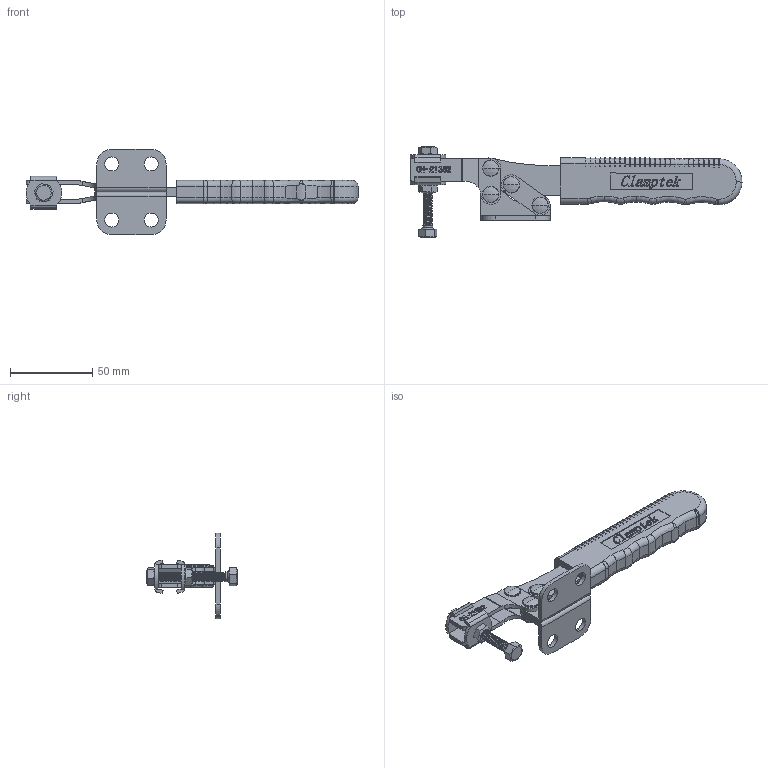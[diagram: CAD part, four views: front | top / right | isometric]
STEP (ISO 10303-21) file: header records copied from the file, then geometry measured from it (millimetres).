
FILE_DESCRIPTION (( 'STEP AP203' ), '1' );
FILE_NAME ('CH-21382.STEP', '2011-12-15T07:09:58', ( '微软用户' ), ( '微软中国' ), 'SwSTEP 2.0', 'SolidWorks 2010', '' );
FILE_SCHEMA (( 'CONFIG_CONTROL_DESIGN' ));
Products named in the file (10): 21382-01; FW516; M6; 065010; CH-21382; 21382-02; 21382-03; 21382-04; 21382-06; 21382-05
Assembly tree (15 placements, depth 2):
  CH-21382
    21382-06  x4
    21382-04  x2
    FW516  x2
    21382-02
    M6  x2
    21382-03
    21382-05
    21382-01
    065010
Bounding box: 201.46 x 55.01 x 52 mm (x, y, z)
Volume: 61552.5 mm3; surface area: 36794.4 mm2
Topology: 17 solids, 17 shells, 1476 faces, 3848 edges, 2457 vertices
Faces by surface type: plane 581, cylinder 365, bspline 358, torus 114, cone 44, sphere 14
Entity records: 75265 total; most frequent: CARTESIAN_POINT 43101, ORIENTED_EDGE 7032, DIRECTION 5408, EDGE_CURVE 3516, VERTEX_POINT 2253, VECTOR 2010, LINE 2010, AXIS2_PLACEMENT_3D 1699
